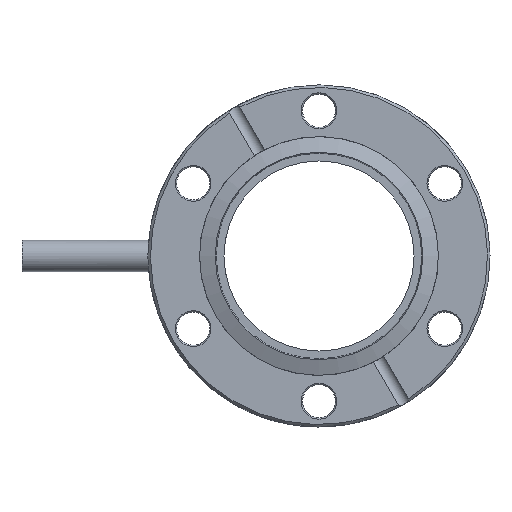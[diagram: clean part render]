
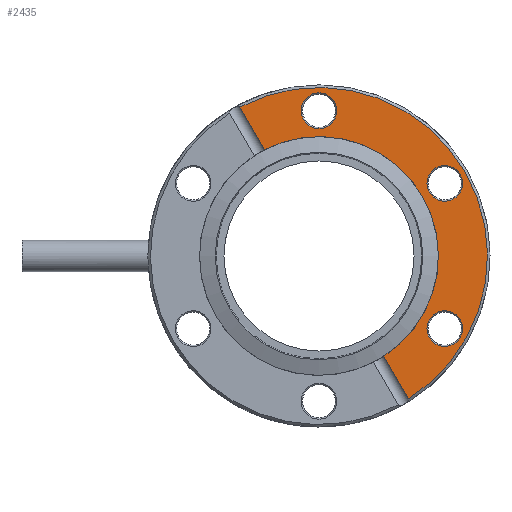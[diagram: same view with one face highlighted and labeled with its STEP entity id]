
A CAD part, left-side view. The second image highlights one B-rep face of the part: STEP entity #2435.
In plain terms, the highlighted face is planar.
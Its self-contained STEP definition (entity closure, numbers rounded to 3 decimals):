
#118=FACE_BOUND('',#537,.T.);
#119=FACE_BOUND('',#538,.T.);
#120=FACE_BOUND('',#539,.T.);
#172=PLANE('',#2685);
#231=CIRCLE('',#2603,34.05);
#251=CIRCLE('',#2686,24.13);
#252=CIRCLE('',#2687,3.6);
#253=CIRCLE('',#2688,3.6);
#254=CIRCLE('',#2689,3.6);
#388=FACE_OUTER_BOUND('',#536,.T.);
#536=EDGE_LOOP('',(#2144,#2145,#2146,#2147));
#537=EDGE_LOOP('',(#2148));
#538=EDGE_LOOP('',(#2149));
#539=EDGE_LOOP('',(#2150));
#599=LINE('',#4231,#742);
#696=LINE('',#5746,#839);
#742=VECTOR('',#2892,10.);
#839=VECTOR('',#3155,10.);
#1078=VERTEX_POINT('',#4221);
#1079=VERTEX_POINT('',#4230);
#1080=VERTEX_POINT('',#4241);
#1174=VERTEX_POINT('',#5745);
#1176=VERTEX_POINT('',#5765);
#1177=VERTEX_POINT('',#5767);
#1178=VERTEX_POINT('',#5769);
#1329=EDGE_CURVE('',#1079,#1078,#599,.T.);
#1331=EDGE_CURVE('',#1079,#1080,#231,.T.);
#1509=EDGE_CURVE('',#1174,#1080,#696,.T.);
#1512=EDGE_CURVE('',#1174,#1078,#251,.T.);
#1513=EDGE_CURVE('',#1176,#1176,#252,.T.);
#1514=EDGE_CURVE('',#1177,#1177,#253,.T.);
#1515=EDGE_CURVE('',#1178,#1178,#254,.T.);
#2144=ORIENTED_EDGE('',*,*,#1331,.F.);
#2145=ORIENTED_EDGE('',*,*,#1329,.T.);
#2146=ORIENTED_EDGE('',*,*,#1512,.F.);
#2147=ORIENTED_EDGE('',*,*,#1509,.T.);
#2148=ORIENTED_EDGE('',*,*,#1513,.F.);
#2149=ORIENTED_EDGE('',*,*,#1514,.F.);
#2150=ORIENTED_EDGE('',*,*,#1515,.F.);
#2435=ADVANCED_FACE('',(#388,#118,#119,#120),#172,.T.);
#2603=AXIS2_PLACEMENT_3D('',#4242,#2895,#2896);
#2685=AXIS2_PLACEMENT_3D('',#5763,#3157,#3158);
#2686=AXIS2_PLACEMENT_3D('',#5764,#3159,#3160);
#2687=AXIS2_PLACEMENT_3D('',#5766,#3161,#3162);
#2688=AXIS2_PLACEMENT_3D('',#5768,#3163,#3164);
#2689=AXIS2_PLACEMENT_3D('',#5770,#3165,#3166);
#2892=DIRECTION('',(-1.,0.,0.));
#2895=DIRECTION('center_axis',(0.,-1.,0.));
#2896=DIRECTION('ref_axis',(-1.,0.,0.));
#3155=DIRECTION('',(-1.,0.,0.));
#3157=DIRECTION('center_axis',(0.,1.,0.));
#3158=DIRECTION('ref_axis',(0.,0.,1.));
#3159=DIRECTION('center_axis',(0.,1.,0.));
#3160=DIRECTION('ref_axis',(1.,0.,0.));
#3161=DIRECTION('center_axis',(0.,1.,0.));
#3162=DIRECTION('ref_axis',(0.5,0.,-0.866));
#3163=DIRECTION('center_axis',(0.,1.,0.));
#3164=DIRECTION('ref_axis',(0.5,0.,0.866));
#3165=DIRECTION('center_axis',(0.,1.,0.));
#3166=DIRECTION('ref_axis',(1.,0.,0.));
#4221=CARTESIAN_POINT('',(24.1,12.7,1.2));
#4230=CARTESIAN_POINT('',(34.029,12.7,1.2));
#4231=CARTESIAN_POINT('',(34.55,12.7,1.2));
#4241=CARTESIAN_POINT('',(-34.029,12.7,1.2));
#4242=CARTESIAN_POINT('Origin',(0.,12.7,0.));
#5745=CARTESIAN_POINT('',(-24.1,12.7,1.2));
#5746=CARTESIAN_POINT('',(34.55,12.7,1.2));
#5763=CARTESIAN_POINT('Origin',(-24.13,12.7,0.));
#5764=CARTESIAN_POINT('Origin',(0.,12.7,0.));
#5765=CARTESIAN_POINT('',(23.618,12.7,17.793));
#5766=CARTESIAN_POINT('Origin',(25.418,12.7,14.675));
#5767=CARTESIAN_POINT('',(-27.218,12.7,11.557));
#5768=CARTESIAN_POINT('Origin',(-25.418,12.7,14.675));
#5769=CARTESIAN_POINT('',(-3.6,12.7,29.35));
#5770=CARTESIAN_POINT('Origin',(0.,12.7,29.35));
